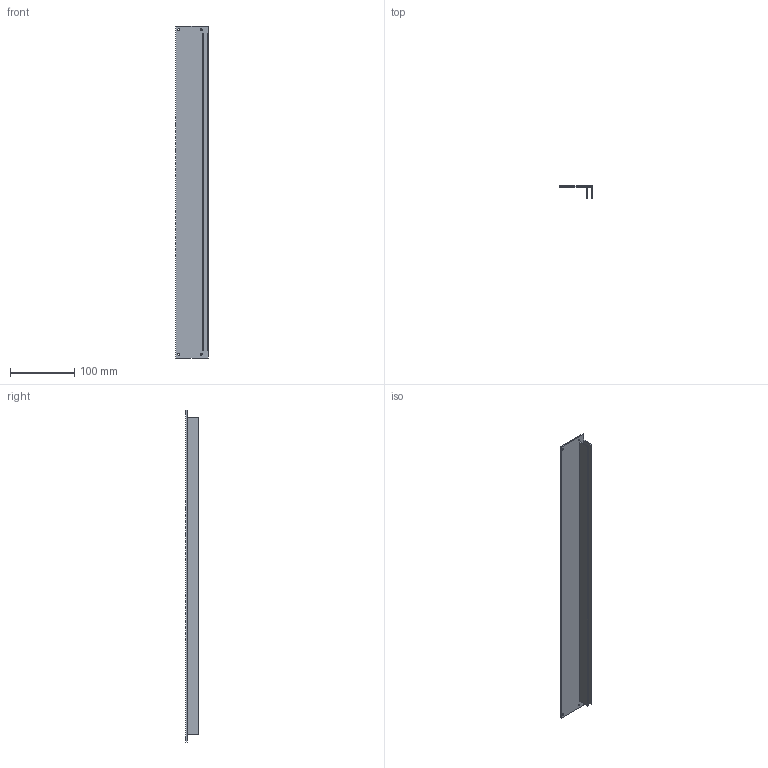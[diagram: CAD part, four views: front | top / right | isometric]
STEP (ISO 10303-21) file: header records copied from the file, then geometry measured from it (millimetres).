
FILE_DESCRIPTION((''),'2;1');
FILE_NAME('Panneau_Profilé3_Photovoltaïque.stp','2009-02-12T21:43:07',('Alex_Cyril'),(''),'Autodesk Inventor 11','Autodesk Inventor 11','');
FILE_SCHEMA(('AUTOMOTIVE_DESIGN { 1 0 10303 214 1 1 1 1 }'));
Length unit declared in the file: millimetre
Products named in the file (1): Panneau_Profilé3_Photovoltaïque
Bounding box: 50 x 18.97 x 515.07 mm (x, y, z)
Volume: 74105.4 mm3; surface area: 87408.6 mm2
Topology: 1 solids, 1 shells, 19 faces, 52 edges, 36 vertices
Faces by surface type: plane 15, bspline 4
Entity records: 641 total; most frequent: CARTESIAN_POINT 164, ORIENTED_EDGE 88, DIRECTION 84, EDGE_CURVE 44, VECTOR 36, LINE 36, VERTEX_POINT 32, EDGE_LOOP 32
